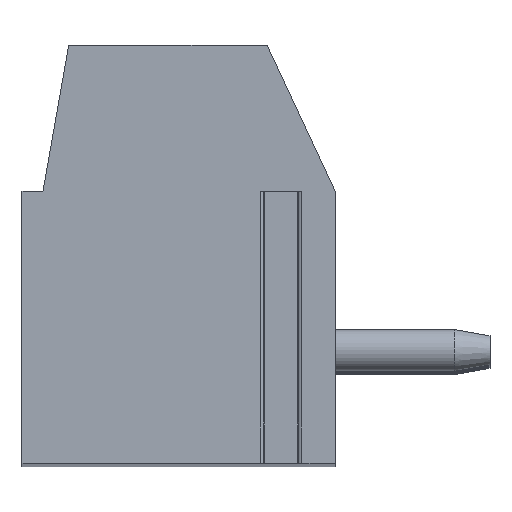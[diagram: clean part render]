
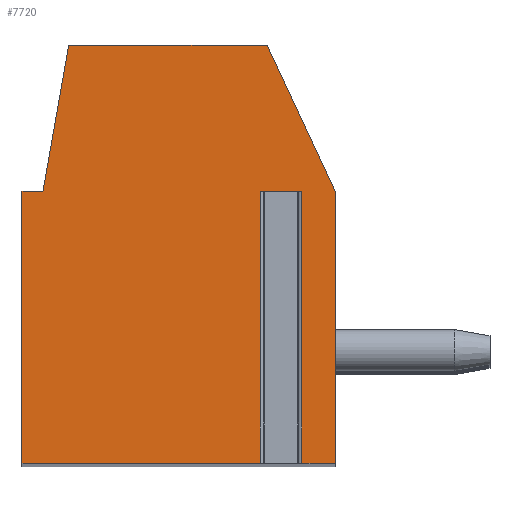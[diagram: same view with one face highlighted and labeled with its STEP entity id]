
A CAD part, top view. The second image highlights one B-rep face of the part: STEP entity #7720.
In plain terms, the highlighted planar face has unit normal (0, 0, 1).
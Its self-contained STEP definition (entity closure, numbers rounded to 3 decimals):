
#161=DIRECTION('',(-1.,0.,0.));
#162=VECTOR('',#161,0.996);
#163=CARTESIAN_POINT('',(2.948,1.5,47.5));
#164=LINE('',#163,#162);
#165=DIRECTION('',(0.,-1.,0.));
#166=VECTOR('',#165,6.5);
#167=CARTESIAN_POINT('',(1.952,1.5,47.5));
#168=LINE('',#167,#166);
#169=DIRECTION('',(1.,0.,0.));
#170=VECTOR('',#169,5.702);
#171=CARTESIAN_POINT('',(-3.75,-5.,47.5));
#172=LINE('',#171,#170);
#173=DIRECTION('',(0.,-1.,0.));
#174=VECTOR('',#173,6.5);
#175=CARTESIAN_POINT('',(-3.75,1.5,47.5));
#176=LINE('',#175,#174);
#177=DIRECTION('',(-1.,0.,0.));
#178=VECTOR('',#177,0.5);
#179=CARTESIAN_POINT('',(-3.25,1.5,47.5));
#180=LINE('',#179,#178);
#181=DIRECTION('',(-0.174,-0.985,0.));
#182=VECTOR('',#181,3.554);
#183=CARTESIAN_POINT('',(-2.633,5.,47.5));
#184=LINE('',#183,#182);
#185=DIRECTION('',(-1.,0.,0.));
#186=VECTOR('',#185,4.751);
#187=CARTESIAN_POINT('',(2.118,5.,47.5));
#188=LINE('',#187,#186);
#189=DIRECTION('',(-0.423,0.906,0.));
#190=VECTOR('',#189,3.862);
#191=CARTESIAN_POINT('',(3.75,1.5,47.5));
#192=LINE('',#191,#190);
#193=DIRECTION('',(0.,1.,0.));
#194=VECTOR('',#193,6.5);
#195=CARTESIAN_POINT('',(3.75,-5.,47.5));
#196=LINE('',#195,#194);
#197=DIRECTION('',(1.,0.,0.));
#198=VECTOR('',#197,0.802);
#199=CARTESIAN_POINT('',(2.948,-5.,47.5));
#200=LINE('',#199,#198);
#201=DIRECTION('',(0.,-1.,0.));
#202=VECTOR('',#201,6.5);
#203=CARTESIAN_POINT('',(2.948,1.5,47.5));
#204=LINE('',#203,#202);
#5959=CARTESIAN_POINT('',(3.75,-5.,47.5));
#5960=CARTESIAN_POINT('',(3.75,1.5,47.5));
#5961=VERTEX_POINT('',#5959);
#5962=VERTEX_POINT('',#5960);
#5963=CARTESIAN_POINT('',(2.118,5.,47.5));
#5964=VERTEX_POINT('',#5963);
#5965=CARTESIAN_POINT('',(-2.633,5.,47.5));
#5966=VERTEX_POINT('',#5965);
#5967=CARTESIAN_POINT('',(-3.25,1.5,47.5));
#5968=VERTEX_POINT('',#5967);
#5969=CARTESIAN_POINT('',(-3.75,1.5,47.5));
#5970=VERTEX_POINT('',#5969);
#5971=CARTESIAN_POINT('',(-3.75,-5.,47.5));
#5972=VERTEX_POINT('',#5971);
#6017=CARTESIAN_POINT('',(2.948,1.5,47.5));
#6018=CARTESIAN_POINT('',(1.952,1.5,47.5));
#6019=VERTEX_POINT('',#6017);
#6020=VERTEX_POINT('',#6018);
#6021=CARTESIAN_POINT('',(2.948,-5.,47.5));
#6022=VERTEX_POINT('',#6021);
#6023=CARTESIAN_POINT('',(1.952,-5.,47.5));
#6024=VERTEX_POINT('',#6023);
#7694=CARTESIAN_POINT('',(0.,0.,47.5));
#7695=DIRECTION('',(0.,0.,1.));
#7696=DIRECTION('',(1.,0.,0.));
#7697=AXIS2_PLACEMENT_3D('',#7694,#7695,#7696);
#7698=PLANE('',#7697);
#7700=ORIENTED_EDGE('',*,*,#7699,.T.);
#7702=ORIENTED_EDGE('',*,*,#7701,.T.);
#7703=ORIENTED_EDGE('',*,*,#7662,.F.);
#7705=ORIENTED_EDGE('',*,*,#7704,.F.);
#7707=ORIENTED_EDGE('',*,*,#7706,.F.);
#7709=ORIENTED_EDGE('',*,*,#7708,.F.);
#7711=ORIENTED_EDGE('',*,*,#7710,.F.);
#7713=ORIENTED_EDGE('',*,*,#7712,.F.);
#7715=ORIENTED_EDGE('',*,*,#7714,.F.);
#7716=ORIENTED_EDGE('',*,*,#7641,.F.);
#7717=ORIENTED_EDGE('',*,*,#7684,.F.);
#7718=EDGE_LOOP('',(#7700,#7702,#7703,#7705,#7707,#7709,#7711,#7713,#7715,#7716,
#7717));
#7719=FACE_OUTER_BOUND('',#7718,.F.);
#7641=EDGE_CURVE('',#6022,#5961,#200,.T.);
#7662=EDGE_CURVE('',#5972,#6024,#172,.T.);
#7684=EDGE_CURVE('',#6019,#6022,#204,.T.);
#7699=EDGE_CURVE('',#6019,#6020,#164,.T.);
#7701=EDGE_CURVE('',#6020,#6024,#168,.T.);
#7704=EDGE_CURVE('',#5970,#5972,#176,.T.);
#7706=EDGE_CURVE('',#5968,#5970,#180,.T.);
#7708=EDGE_CURVE('',#5966,#5968,#184,.T.);
#7710=EDGE_CURVE('',#5964,#5966,#188,.T.);
#7712=EDGE_CURVE('',#5962,#5964,#192,.T.);
#7714=EDGE_CURVE('',#5961,#5962,#196,.T.);
#7720=ADVANCED_FACE('',(#7719),#7698,.T.);
